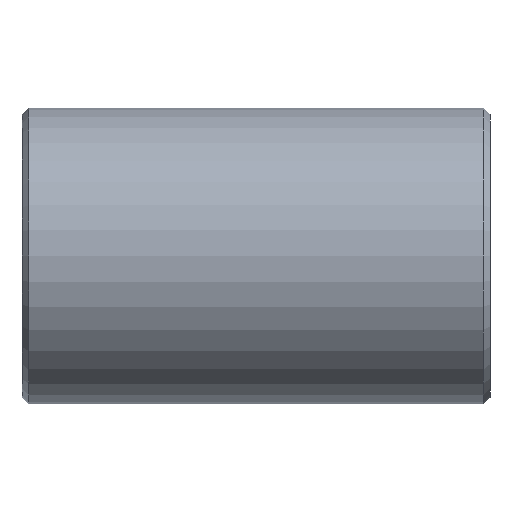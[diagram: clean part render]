
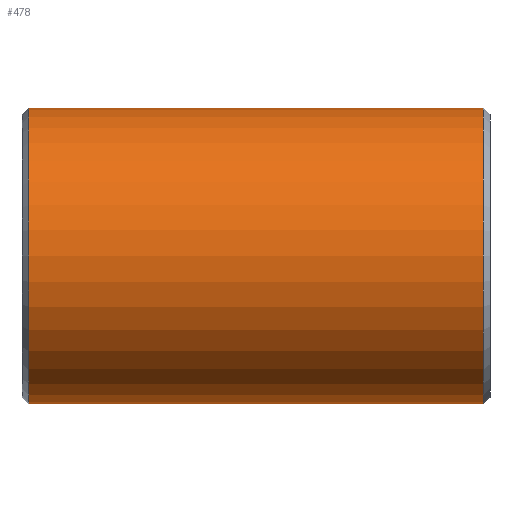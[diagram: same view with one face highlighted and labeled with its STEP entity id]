
A CAD part, front view. The second image highlights one B-rep face of the part: STEP entity #478.
In plain terms, the highlighted cylindrical face has radius 136.525 mm (diameter 273.05 mm), a partial arc.
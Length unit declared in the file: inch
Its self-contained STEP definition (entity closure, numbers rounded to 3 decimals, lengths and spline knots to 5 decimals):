
#17 = CARTESIAN_POINT ( 'NONE',  ( 8.26033, 0., 0. ) ) ;
#18 = EDGE_CURVE ( 'NONE', #391, #76, #34, .T. ) ;
#23 = ORIENTED_EDGE ( 'NONE', *, *, #406, .T. ) ;
#24 = VECTOR ( 'NONE', #494, 39.37008 ) ;
#29 = DIRECTION ( 'NONE',  ( -1., 0., 0. ) ) ;
#34 = LINE ( 'NONE', #71, #324 ) ;
#35 = CARTESIAN_POINT ( 'NONE',  ( 8.5, 0., -5.375 ) ) ;
#38 = AXIS2_PLACEMENT_3D ( 'NONE', #128, #83, #310 ) ;
#62 = EDGE_LOOP ( 'NONE', ( #465, #245, #376, #23, #483, #434 ) ) ;
#63 = DIRECTION ( 'NONE',  ( 0., 0., -1. ) ) ;
#66 = CARTESIAN_POINT ( 'NONE',  ( 8.5, 0., 0. ) ) ;
#71 = CARTESIAN_POINT ( 'NONE',  ( 8.5, 0., 5.375 ) ) ;
#74 = CARTESIAN_POINT ( 'NONE',  ( 8.26033, 0., 5.375 ) ) ;
#76 = VERTEX_POINT ( 'NONE', #213 ) ;
#78 = EDGE_CURVE ( 'NONE', #140, #260, #209, .T. ) ;
#83 = DIRECTION ( 'NONE',  ( 1., 0., 0. ) ) ;
#105 = CIRCLE ( 'NONE', #443, 5.375 ) ;
#114 = CIRCLE ( 'NONE', #38, 5.375 ) ;
#128 = CARTESIAN_POINT ( 'NONE',  ( -8.26033, 0., 0. ) ) ;
#135 = EDGE_CURVE ( 'NONE', #283, #260, #114, .T. ) ;
#140 = VERTEX_POINT ( 'NONE', #267 ) ;
#158 = DIRECTION ( 'NONE',  ( -1., 0., 0. ) ) ;
#178 = VERTEX_POINT ( 'NONE', #285 ) ;
#184 = CARTESIAN_POINT ( 'NONE',  ( -8.26033, 0., -5.375 ) ) ;
#205 = DIRECTION ( 'NONE',  ( -1., 0., 0. ) ) ;
#209 = LINE ( 'NONE', #264, #24 ) ;
#213 = CARTESIAN_POINT ( 'NONE',  ( 0., 0., 5.375 ) ) ;
#215 = DIRECTION ( 'NONE',  ( 0., 0., 1. ) ) ;
#229 = EDGE_CURVE ( 'NONE', #178, #391, #105, .T. ) ;
#245 = ORIENTED_EDGE ( 'NONE', *, *, #229, .T. ) ;
#260 = VERTEX_POINT ( 'NONE', #184 ) ;
#264 = CARTESIAN_POINT ( 'NONE',  ( 8.5, 0., -5.375 ) ) ;
#267 = CARTESIAN_POINT ( 'NONE',  ( 0., 0., -5.375 ) ) ;
#271 = DIRECTION ( 'NONE',  ( -1., 0., 0. ) ) ;
#283 = VERTEX_POINT ( 'NONE', #466 ) ;
#285 = CARTESIAN_POINT ( 'NONE',  ( 8.26033, 0., -5.375 ) ) ;
#291 = FACE_OUTER_BOUND ( 'NONE', #62, .T. ) ;
#294 = LINE ( 'NONE', #35, #343 ) ;
#299 = LINE ( 'NONE', #388, #548 ) ;
#310 = DIRECTION ( 'NONE',  ( 0., 0., 1. ) ) ;
#324 = VECTOR ( 'NONE', #29, 39.37008 ) ;
#343 = VECTOR ( 'NONE', #158, 39.37008 ) ;
#376 = ORIENTED_EDGE ( 'NONE', *, *, #18, .T. ) ;
#388 = CARTESIAN_POINT ( 'NONE',  ( 8.5, 0., 5.375 ) ) ;
#391 = VERTEX_POINT ( 'NONE', #74 ) ;
#406 = EDGE_CURVE ( 'NONE', #76, #283, #299, .T. ) ;
#425 = DIRECTION ( 'NONE',  ( -1., 0., 0. ) ) ;
#434 = ORIENTED_EDGE ( 'NONE', *, *, #78, .F. ) ;
#443 = AXIS2_PLACEMENT_3D ( 'NONE', #17, #425, #63 ) ;
#460 = EDGE_CURVE ( 'NONE', #178, #140, #294, .T. ) ;
#465 = ORIENTED_EDGE ( 'NONE', *, *, #460, .F. ) ;
#466 = CARTESIAN_POINT ( 'NONE',  ( -8.26033, 0., 5.375 ) ) ;
#477 = CYLINDRICAL_SURFACE ( 'NONE', #500, 5.375 ) ;
#478 = ADVANCED_FACE ( 'NONE', ( #291 ), #477, .T. ) ;
#483 = ORIENTED_EDGE ( 'NONE', *, *, #135, .T. ) ;
#494 = DIRECTION ( 'NONE',  ( -1., 0., 0. ) ) ;
#500 = AXIS2_PLACEMENT_3D ( 'NONE', #66, #271, #215 ) ;
#548 = VECTOR ( 'NONE', #205, 39.37008 ) ;
